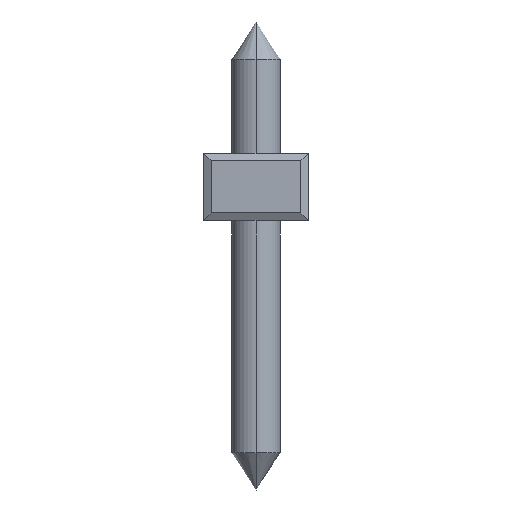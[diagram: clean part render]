
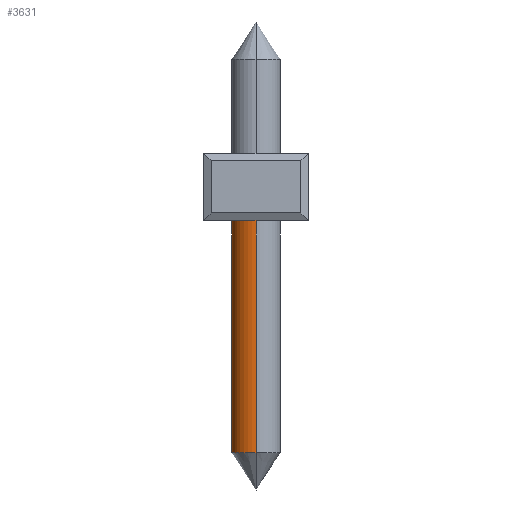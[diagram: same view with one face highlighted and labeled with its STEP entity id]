
A CAD part, front view. The second image highlights one B-rep face of the part: STEP entity #3631.
In plain terms, the highlighted cylindrical face has radius 0.65 mm (diameter 1.3 mm), a partial arc.
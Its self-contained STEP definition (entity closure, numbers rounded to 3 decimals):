
#1029=CARTESIAN_POINT('',(1.4,-27.5,0.2));
#1030=DIRECTION('',(0.,0.,1.));
#1031=DIRECTION('',(0.,1.,0.));
#1032=AXIS2_PLACEMENT_3D('',#1029,#1030,#1031);
#1039=CARTESIAN_POINT('',(1.4,-27.5,-6.2));
#1040=DIRECTION('',(0.,0.,1.));
#1041=DIRECTION('',(0.,1.,0.));
#1042=AXIS2_PLACEMENT_3D('',#1039,#1040,#1041);
#1044=DIRECTION('',(0.,0.,1.));
#1045=VECTOR('',#1044,6.4);
#1046=CARTESIAN_POINT('',(1.4,-26.85,-6.2));
#1047=LINE('',#1046,#1045);
#1053=DIRECTION('',(0.,0.,1.));
#1054=VECTOR('',#1053,6.4);
#1055=CARTESIAN_POINT('',(1.4,-28.15,-6.2));
#1056=LINE('',#1055,#1054);
#2118=CARTESIAN_POINT('',(1.4,-26.85,-6.2));
#2120=VERTEX_POINT('',#2118);
#2125=CARTESIAN_POINT('',(1.4,-28.15,-6.2));
#2126=VERTEX_POINT('',#2125);
#2129=CARTESIAN_POINT('',(1.4,-26.85,0.2));
#2130=CARTESIAN_POINT('',(1.4,-28.15,0.2));
#2131=VERTEX_POINT('',#2129);
#2132=VERTEX_POINT('',#2130);
#3617=CARTESIAN_POINT('',(1.4,-27.5,-7.825));
#3618=DIRECTION('',(0.,0.,1.));
#3619=DIRECTION('',(0.,1.,0.));
#3620=AXIS2_PLACEMENT_3D('',#3617,#3618,#3619);
#3621=CYLINDRICAL_SURFACE('',#3620,0.65);
#3622=ORIENTED_EDGE('',*,*,#3598,.T.);
#3624=ORIENTED_EDGE('',*,*,#3623,.F.);
#3626=ORIENTED_EDGE('',*,*,#3625,.F.);
#3628=ORIENTED_EDGE('',*,*,#3627,.T.);
#3629=EDGE_LOOP('',(#3622,#3624,#3626,#3628));
#3630=FACE_OUTER_BOUND('',#3629,.F.);
#3631=ADVANCED_FACE('',(#3630),#3621,.T.);
#1033=CIRCLE('',#1032,0.65);
#1043=CIRCLE('',#1042,0.65);
#3598=EDGE_CURVE('',#2131,#2132,#1033,.T.);
#3623=EDGE_CURVE('',#2126,#2132,#1056,.T.);
#3625=EDGE_CURVE('',#2120,#2126,#1043,.T.);
#3627=EDGE_CURVE('',#2120,#2131,#1047,.T.);
